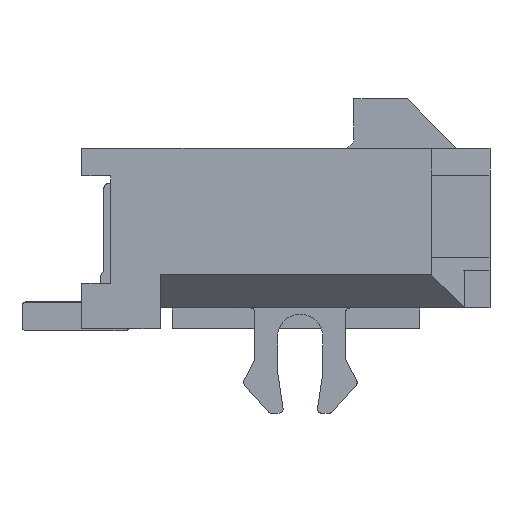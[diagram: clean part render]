
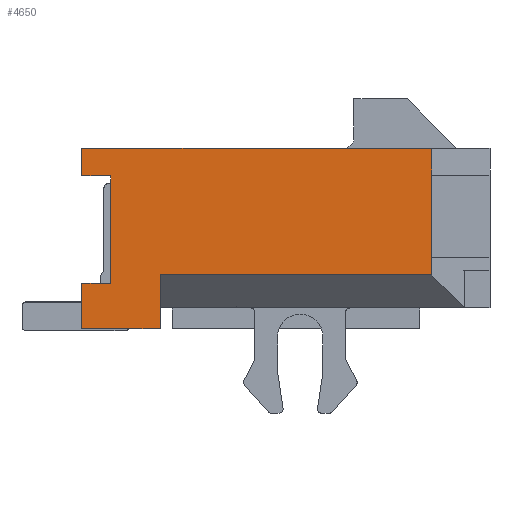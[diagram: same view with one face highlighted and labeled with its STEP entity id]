
A CAD part, left-side view. The second image highlights one B-rep face of the part: STEP entity #4650.
In plain terms, the highlighted planar face has unit normal (-1, 0, 0).
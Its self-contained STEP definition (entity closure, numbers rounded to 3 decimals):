
#524=ORIENTED_EDGE('',*,*,#1831,.T.);
#525=ORIENTED_EDGE('',*,*,#1832,.T.);
#526=ORIENTED_EDGE('',*,*,#1529,.F.);
#527=ORIENTED_EDGE('',*,*,#1833,.T.);
#528=ORIENTED_EDGE('',*,*,#1834,.F.);
#529=ORIENTED_EDGE('',*,*,#1835,.F.);
#530=ORIENTED_EDGE('',*,*,#1836,.F.);
#531=ORIENTED_EDGE('',*,*,#1620,.T.);
#532=ORIENTED_EDGE('',*,*,#1837,.T.);
#533=ORIENTED_EDGE('',*,*,#1838,.T.);
#534=ORIENTED_EDGE('',*,*,#1839,.T.);
#535=ORIENTED_EDGE('',*,*,#1840,.T.);
#1529=EDGE_CURVE('',#2213,#2214,#2659,.T.);
#1620=EDGE_CURVE('',#2302,#2301,#2750,.T.);
#1831=EDGE_CURVE('',#2455,#2456,#2961,.T.);
#1832=EDGE_CURVE('',#2456,#2214,#2962,.T.);
#1833=EDGE_CURVE('',#2213,#2457,#2963,.T.);
#1834=EDGE_CURVE('',#2458,#2457,#2964,.T.);
#1835=EDGE_CURVE('',#2459,#2458,#2965,.T.);
#1836=EDGE_CURVE('',#2302,#2459,#2966,.T.);
#1837=EDGE_CURVE('',#2301,#2460,#2967,.T.);
#1838=EDGE_CURVE('',#2460,#2461,#2968,.T.);
#1839=EDGE_CURVE('',#2461,#2462,#2969,.T.);
#1840=EDGE_CURVE('',#2462,#2455,#2970,.T.);
#2213=VERTEX_POINT('',#6462);
#2214=VERTEX_POINT('',#6464);
#2301=VERTEX_POINT('',#6655);
#2302=VERTEX_POINT('',#6657);
#2455=VERTEX_POINT('',#7061);
#2456=VERTEX_POINT('',#7062);
#2457=VERTEX_POINT('',#7065);
#2458=VERTEX_POINT('',#7067);
#2459=VERTEX_POINT('',#7069);
#2460=VERTEX_POINT('',#7072);
#2461=VERTEX_POINT('',#7074);
#2462=VERTEX_POINT('',#7076);
#2659=LINE('',#6463,#3279);
#2750=LINE('',#6656,#3370);
#2961=LINE('',#7060,#3581);
#2962=LINE('',#7063,#3582);
#2963=LINE('',#7064,#3583);
#2964=LINE('',#7066,#3584);
#2965=LINE('',#7068,#3585);
#2966=LINE('',#7070,#3586);
#2967=LINE('',#7071,#3587);
#2968=LINE('',#7073,#3588);
#2969=LINE('',#7075,#3589);
#2970=LINE('',#7077,#3590);
#3279=VECTOR('',#5207,1000.);
#3370=VECTOR('',#5326,1000.);
#3581=VECTOR('',#5617,1000.);
#3582=VECTOR('',#5618,1000.);
#3583=VECTOR('',#5619,1000.);
#3584=VECTOR('',#5620,1000.);
#3585=VECTOR('',#5621,1000.);
#3586=VECTOR('',#5622,1000.);
#3587=VECTOR('',#5623,1000.);
#3588=VECTOR('',#5624,1000.);
#3589=VECTOR('',#5625,1000.);
#3590=VECTOR('',#5626,1000.);
#3947=EDGE_LOOP('',(#524,#525,#526,#527,#528,#529,#530,#531,#532,#533,#534,
#535));
#4199=FACE_BOUND('',#3947,.T.);
#4442=PLANE('',#4928);
#4650=ADVANCED_FACE('',(#4199),#4442,.T.);
#4928=AXIS2_PLACEMENT_3D('',#7059,#5615,#5616);
#5207=DIRECTION('',(0.,0.,-1.));
#5326=DIRECTION('',(0.,1.,0.));
#5615=DIRECTION('',(-1.,0.,0.));
#5616=DIRECTION('',(0.,0.,1.));
#5617=DIRECTION('',(0.,0.,-1.));
#5618=DIRECTION('',(0.,-1.,0.));
#5619=DIRECTION('',(0.,-1.,0.));
#5620=DIRECTION('',(0.,0.,-1.));
#5621=DIRECTION('',(0.,0.,-1.));
#5622=DIRECTION('',(0.,0.,-1.));
#5623=DIRECTION('',(0.,0.,-1.));
#5624=DIRECTION('',(0.,-1.,0.));
#5625=DIRECTION('',(0.,0.,-1.));
#5626=DIRECTION('',(0.,1.,0.));
#6462=CARTESIAN_POINT('',(-6.325,3.05,-0.885));
#6463=CARTESIAN_POINT('',(-6.325,3.05,-1.685));
#6464=CARTESIAN_POINT('',(-6.325,3.05,-2.185));
#6655=CARTESIAN_POINT('',(-6.325,4.95,2.185));
#6656=CARTESIAN_POINT('',(-6.325,-4.95,2.185));
#6657=CARTESIAN_POINT('',(-6.325,-3.536,2.185));
#7059=CARTESIAN_POINT('',(-6.325,0.,0.));
#7060=CARTESIAN_POINT('',(-6.325,4.95,2.185));
#7061=CARTESIAN_POINT('',(-6.325,4.95,-1.085));
#7062=CARTESIAN_POINT('',(-6.325,4.95,-2.185));
#7063=CARTESIAN_POINT('',(-6.325,4.95,-2.185));
#7064=CARTESIAN_POINT('',(-6.325,0.,-0.885));
#7065=CARTESIAN_POINT('',(-6.325,-3.536,-0.885));
#7066=CARTESIAN_POINT('',(-6.325,-3.536,0.));
#7067=CARTESIAN_POINT('',(-6.325,-3.536,-0.465));
#7068=CARTESIAN_POINT('',(-6.325,-3.536,1.535));
#7069=CARTESIAN_POINT('',(-6.325,-3.536,1.535));
#7070=CARTESIAN_POINT('',(-6.325,-3.536,0.));
#7071=CARTESIAN_POINT('',(-6.325,4.95,2.185));
#7072=CARTESIAN_POINT('',(-6.325,4.95,1.515));
#7073=CARTESIAN_POINT('',(-6.325,0.,1.515));
#7074=CARTESIAN_POINT('',(-6.325,4.25,1.515));
#7075=CARTESIAN_POINT('',(-6.325,4.25,0.));
#7076=CARTESIAN_POINT('',(-6.325,4.25,-1.085));
#7077=CARTESIAN_POINT('',(-6.325,0.,-1.085));
